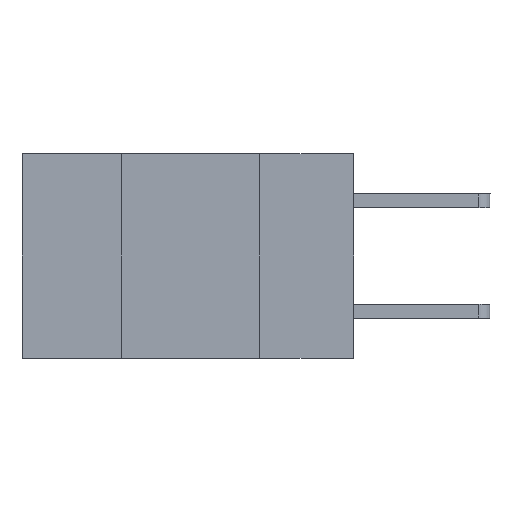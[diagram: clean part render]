
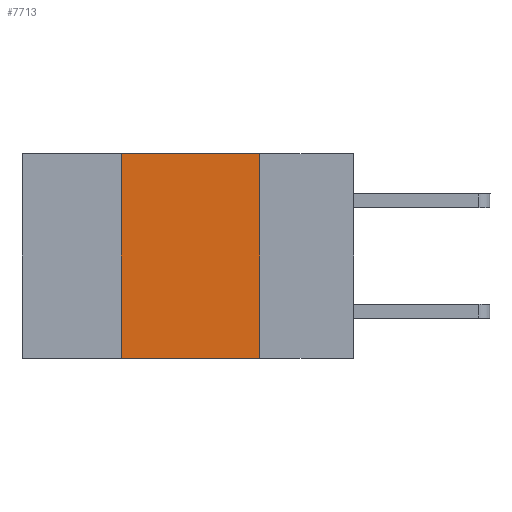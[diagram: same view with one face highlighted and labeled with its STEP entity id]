
A CAD part, left-side view. The second image highlights one B-rep face of the part: STEP entity #7713.
In plain terms, the highlighted planar face has unit normal (-1, 0, 0).
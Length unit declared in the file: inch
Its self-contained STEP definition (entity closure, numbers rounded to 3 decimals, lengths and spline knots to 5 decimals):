
#294 = CARTESIAN_POINT ( 'NONE',  ( 0., 0.6, -0.37 ) ) ;
#371 = DIRECTION ( 'NONE',  ( 0., -1., 0. ) ) ;
#585 = VERTEX_POINT ( 'NONE', #6864 ) ;
#1011 = CARTESIAN_POINT ( 'NONE',  ( 0., 0.42, -0.37 ) ) ;
#1234 = VECTOR ( 'NONE', #8535, 39.37008 ) ;
#1235 = DIRECTION ( 'NONE',  ( 1., 0., 0. ) ) ;
#1424 = EDGE_LOOP ( 'NONE', ( #2389, #1535, #8085, #7426 ) ) ;
#1535 = ORIENTED_EDGE ( 'NONE', *, *, #6481, .F. ) ;
#1554 = CARTESIAN_POINT ( 'NONE',  ( 0., 0.17, 0. ) ) ;
#2305 = DIRECTION ( 'NONE',  ( 0., 0., 1. ) ) ;
#2359 = CARTESIAN_POINT ( 'NONE',  ( 0., 0.42, 0. ) ) ;
#2389 = ORIENTED_EDGE ( 'NONE', *, *, #4150, .F. ) ;
#2390 = AXIS2_PLACEMENT_3D ( 'NONE', #7334, #1235, #5970 ) ;
#2909 = VERTEX_POINT ( 'NONE', #1011 ) ;
#2935 = CARTESIAN_POINT ( 'NONE',  ( 0., 0.17, -0.37 ) ) ;
#3284 = PLANE ( 'NONE',  #2390 ) ;
#3459 = VERTEX_POINT ( 'NONE', #2935 ) ;
#3546 = VERTEX_POINT ( 'NONE', #1554 ) ;
#3825 = CARTESIAN_POINT ( 'NONE',  ( 0., 0.6, 0. ) ) ;
#4150 = EDGE_CURVE ( 'NONE', #3546, #3459, #7100, .T. ) ;
#4659 = LINE ( 'NONE', #2359, #7845 ) ;
#5315 = VECTOR ( 'NONE', #8080, 39.37008 ) ;
#5661 = EDGE_CURVE ( 'NONE', #2909, #585, #4659, .T. ) ;
#5686 = VECTOR ( 'NONE', #371, 39.37008 ) ;
#5883 = LINE ( 'NONE', #294, #5686 ) ;
#5968 = FACE_OUTER_BOUND ( 'NONE', #1424, .T. ) ;
#5970 = DIRECTION ( 'NONE',  ( 0., 0., -1. ) ) ;
#6053 = EDGE_CURVE ( 'NONE', #2909, #3459, #5883, .T. ) ;
#6481 = EDGE_CURVE ( 'NONE', #585, #3546, #8449, .T. ) ;
#6864 = CARTESIAN_POINT ( 'NONE',  ( 0., 0.42, 0. ) ) ;
#7100 = LINE ( 'NONE', #8499, #5315 ) ;
#7334 = CARTESIAN_POINT ( 'NONE',  ( 0., 0.6, 0. ) ) ;
#7426 = ORIENTED_EDGE ( 'NONE', *, *, #6053, .T. ) ;
#7713 = ADVANCED_FACE ( 'NONE', ( #5968 ), #3284, .F. ) ;
#7845 = VECTOR ( 'NONE', #2305, 39.37008 ) ;
#8080 = DIRECTION ( 'NONE',  ( 0., 0., -1. ) ) ;
#8085 = ORIENTED_EDGE ( 'NONE', *, *, #5661, .F. ) ;
#8449 = LINE ( 'NONE', #3825, #1234 ) ;
#8499 = CARTESIAN_POINT ( 'NONE',  ( 0., 0.17, 0. ) ) ;
#8535 = DIRECTION ( 'NONE',  ( 0., -1., 0. ) ) ;
